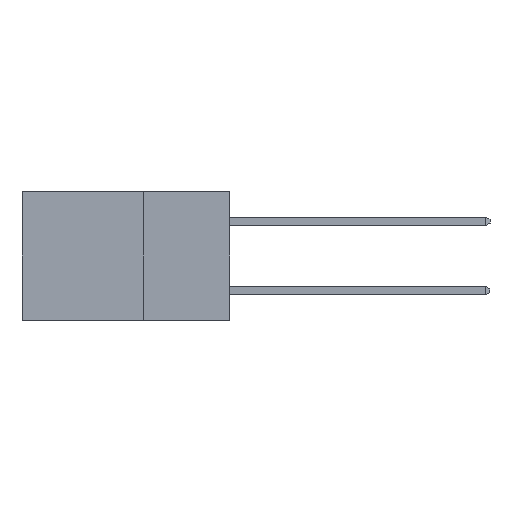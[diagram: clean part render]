
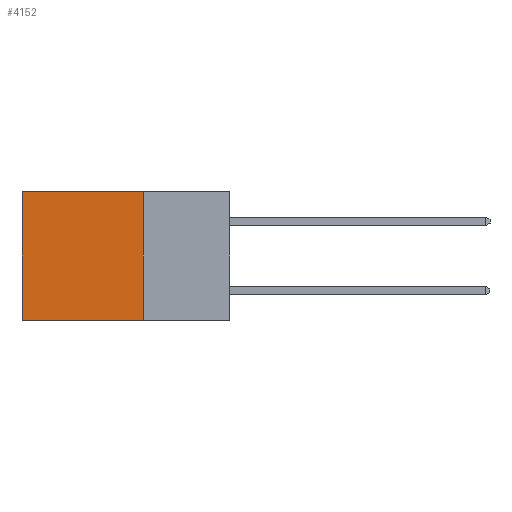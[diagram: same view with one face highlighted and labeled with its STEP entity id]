
A CAD part, left-side view. The second image highlights one B-rep face of the part: STEP entity #4152.
In plain terms, the highlighted planar face has unit normal (-1, 0, 0).
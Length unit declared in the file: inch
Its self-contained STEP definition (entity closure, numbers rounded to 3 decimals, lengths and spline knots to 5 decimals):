
#899 = VECTOR ( 'NONE', #6598, 39.37008 ) ;
#927 = CARTESIAN_POINT ( 'NONE',  ( 0.298, 0.6, 0. ) ) ;
#1363 = EDGE_CURVE ( 'NONE', #3730, #13156, #8821, .T. ) ;
#2328 = CARTESIAN_POINT ( 'NONE',  ( 0.298, 0.25, 0. ) ) ;
#2548 = ORIENTED_EDGE ( 'NONE', *, *, #13666, .T. ) ;
#2656 = EDGE_CURVE ( 'NONE', #13156, #17022, #18528, .T. ) ;
#3184 = AXIS2_PLACEMENT_3D ( 'NONE', #5372, #4659, #4618 ) ;
#3284 = CARTESIAN_POINT ( 'NONE',  ( 0.298, 0.6, 0. ) ) ;
#3730 = VERTEX_POINT ( 'NONE', #16688 ) ;
#3840 = DIRECTION ( 'NONE',  ( 0., 1., 0. ) ) ;
#4152 = ADVANCED_FACE ( 'NONE', ( #4796 ), #14930, .F. ) ;
#4608 = ORIENTED_EDGE ( 'NONE', *, *, #1363, .F. ) ;
#4618 = DIRECTION ( 'NONE',  ( 0., 0., -1. ) ) ;
#4659 = DIRECTION ( 'NONE',  ( 1., 0., 0. ) ) ;
#4796 = FACE_OUTER_BOUND ( 'NONE', #9299, .T. ) ;
#4941 = DIRECTION ( 'NONE',  ( 0., 1., 0. ) ) ;
#5372 = CARTESIAN_POINT ( 'NONE',  ( 0.298, 0.25, 0. ) ) ;
#5539 = ORIENTED_EDGE ( 'NONE', *, *, #10834, .T. ) ;
#6251 = ORIENTED_EDGE ( 'NONE', *, *, #2656, .F. ) ;
#6598 = DIRECTION ( 'NONE',  ( 0., 0., -1. ) ) ;
#8821 = LINE ( 'NONE', #9262, #899 ) ;
#9262 = CARTESIAN_POINT ( 'NONE',  ( 0.298, 0.25, 0. ) ) ;
#9299 = EDGE_LOOP ( 'NONE', ( #2548, #6251, #4608, #5539 ) ) ;
#10090 = CARTESIAN_POINT ( 'NONE',  ( 0.298, 0.25, -0.37 ) ) ;
#10834 = EDGE_CURVE ( 'NONE', #3730, #16931, #18685, .T. ) ;
#10835 = VECTOR ( 'NONE', #4941, 39.37008 ) ;
#11433 = VECTOR ( 'NONE', #3840, 39.37008 ) ;
#11728 = CARTESIAN_POINT ( 'NONE',  ( 0.298, 0.25, -0.37 ) ) ;
#12497 = LINE ( 'NONE', #927, #18600 ) ;
#13156 = VERTEX_POINT ( 'NONE', #11728 ) ;
#13666 = EDGE_CURVE ( 'NONE', #16931, #17022, #12497, .T. ) ;
#14930 = PLANE ( 'NONE',  #3184 ) ;
#15675 = DIRECTION ( 'NONE',  ( 0., 0., -1. ) ) ;
#16688 = CARTESIAN_POINT ( 'NONE',  ( 0.298, 0.25, 0. ) ) ;
#16931 = VERTEX_POINT ( 'NONE', #3284 ) ;
#16992 = CARTESIAN_POINT ( 'NONE',  ( 0.298, 0.6, -0.37 ) ) ;
#17022 = VERTEX_POINT ( 'NONE', #16992 ) ;
#18528 = LINE ( 'NONE', #10090, #10835 ) ;
#18600 = VECTOR ( 'NONE', #15675, 39.37008 ) ;
#18685 = LINE ( 'NONE', #2328, #11433 ) ;
